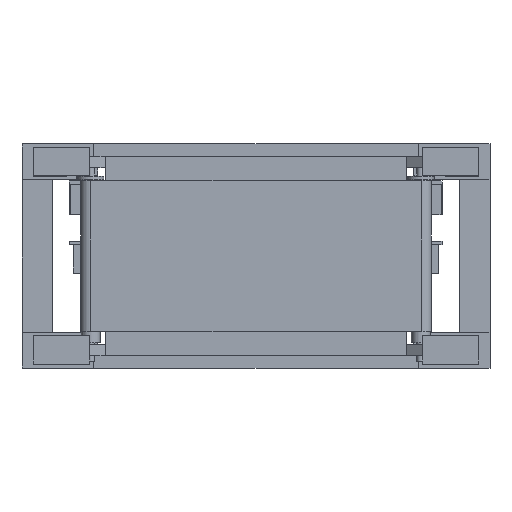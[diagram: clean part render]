
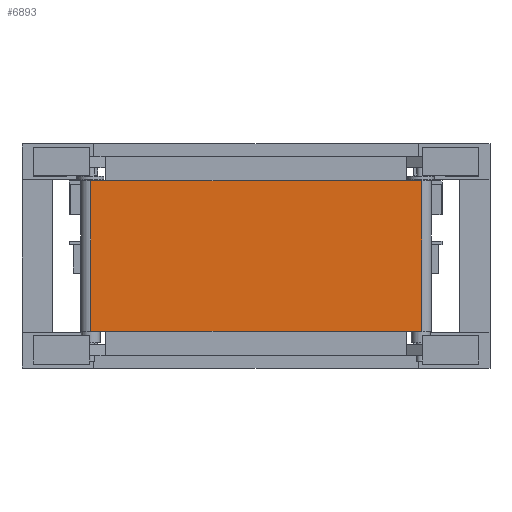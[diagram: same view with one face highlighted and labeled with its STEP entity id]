
A CAD part, top view. The second image highlights one B-rep face of the part: STEP entity #6893.
In plain terms, the highlighted planar face has unit normal (0, 0, 1).
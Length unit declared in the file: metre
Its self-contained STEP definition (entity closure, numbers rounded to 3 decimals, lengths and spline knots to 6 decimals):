
#1215=ORIENTED_EDGE('',*,*,#2644,.T.);
#1216=ORIENTED_EDGE('',*,*,#2645,.F.);
#1217=ORIENTED_EDGE('',*,*,#2646,.F.);
#1218=ORIENTED_EDGE('',*,*,#2641,.T.);
#2641=EDGE_CURVE('',#3423,#3421,#4092,.T.);
#2644=EDGE_CURVE('',#3421,#3425,#4094,.T.);
#2645=EDGE_CURVE('',#3426,#3425,#4095,.T.);
#2646=EDGE_CURVE('',#3423,#3426,#4096,.T.);
#3421=VERTEX_POINT('',#11154);
#3423=VERTEX_POINT('',#11157);
#3425=VERTEX_POINT('',#11163);
#3426=VERTEX_POINT('',#11165);
#4092=LINE('',#11156,#4860);
#4094=LINE('',#11162,#4862);
#4095=LINE('',#11164,#4863);
#4096=LINE('',#11166,#4864);
#4860=VECTOR('',#9115,1.);
#4862=VECTOR('',#9121,1.);
#4863=VECTOR('',#9122,1.);
#4864=VECTOR('',#9123,1.);
#5539=EDGE_LOOP('',(#1215,#1216,#1217,#1218));
#6049=FACE_BOUND('',#5539,.T.);
#6498=PLANE('',#7975);
#6893=ADVANCED_FACE('',(#6049),#6498,.F.);
#7975=AXIS2_PLACEMENT_3D('',#11161,#9119,#9120);
#9115=DIRECTION('',(0.,1.,0.));
#9119=DIRECTION('',(0.,0.,-1.));
#9120=DIRECTION('',(-1.,0.,0.));
#9121=DIRECTION('',(-1.,0.,0.));
#9122=DIRECTION('',(0.,1.,0.));
#9123=DIRECTION('',(-1.,0.,0.));
#11154=CARTESIAN_POINT('',(0.8815,0.4,0.006));
#11156=CARTESIAN_POINT('',(0.8815,-0.4,0.006));
#11157=CARTESIAN_POINT('',(0.8815,-0.4,0.006));
#11161=CARTESIAN_POINT('',(0.00225,-0.4,0.006));
#11162=CARTESIAN_POINT('',(0.00225,0.4,0.006));
#11163=CARTESIAN_POINT('',(-0.877,0.4,0.006));
#11164=CARTESIAN_POINT('',(-0.877,-0.4,0.006));
#11165=CARTESIAN_POINT('',(-0.877,-0.4,0.006));
#11166=CARTESIAN_POINT('',(0.00225,-0.4,0.006));
